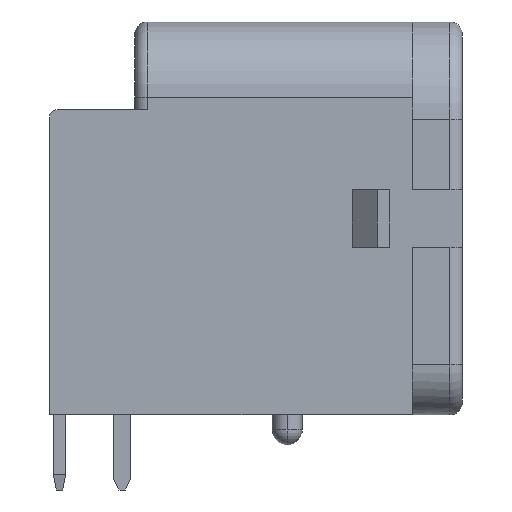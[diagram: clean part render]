
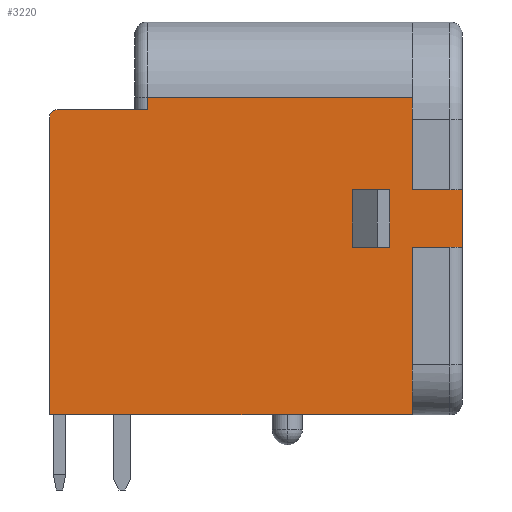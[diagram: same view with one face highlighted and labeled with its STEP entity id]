
A CAD part, left-side view. The second image highlights one B-rep face of the part: STEP entity #3220.
In plain terms, the highlighted planar face has unit normal (-1, 0, 0).
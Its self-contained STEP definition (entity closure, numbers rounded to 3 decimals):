
#300=CARTESIAN_POINT('',(-8.8,-6.5,0.33));
#310=VERTEX_POINT('',#300);
#1470=CARTESIAN_POINT('',(-8.8,-6.5,6.7));
#1480=VERTEX_POINT('',#1470);
#1510=CARTESIAN_POINT('',(-8.8,-6.5,6.7));
#1520=DIRECTION('',(0.,-1.,0.));
#1530=VECTOR('',#1520,1.);
#1540=LINE('',#1510,#1530);
#1550=CARTESIAN_POINT('',(-8.8,-8.5,6.7));
#1560=VERTEX_POINT('',#1550);
#1570=EDGE_CURVE('',#1480,#1560,#1540,.T.);
#1830=CARTESIAN_POINT('',(-8.8,-6.5,0.33));
#1840=DIRECTION('',(0.,-0.,1.));
#1850=VECTOR('',#1840,1.);
#1860=LINE('',#1830,#1850);
#1870=EDGE_CURVE('',#310,#1480,#1860,.T.);
#2000=CARTESIAN_POINT('',(-8.8,8.,0.33));
#2010=DIRECTION('',(1.,0.,0.));
#2020=DIRECTION('',(0.,-0.,1.));
#2030=AXIS2_PLACEMENT_3D('',#2000,#2010,#2020);
#2040=PLANE('',#2030);
#2050=CARTESIAN_POINT('',(-8.8,8.,0.));
#2060=DIRECTION('',(0.,-0.,1.));
#2070=VECTOR('',#2060,1.);
#2080=LINE('',#2050,#2070);
#2090=CARTESIAN_POINT('',(-8.8,8.,0.));
#2100=VERTEX_POINT('',#2090);
#2110=CARTESIAN_POINT('',(-8.8,8.,11.9));
#2120=VERTEX_POINT('',#2110);
#2130=EDGE_CURVE('',#2100,#2120,#2080,.T.);
#2140=ORIENTED_EDGE('',*,*,#2130,.F.);
#2150=CARTESIAN_POINT('',(-8.8,7.7,11.9));
#2160=DIRECTION('',(-1.,0.,0.));
#2170=DIRECTION('',(-0.,0.,1.));
#2180=AXIS2_PLACEMENT_3D('',#2150,#2160,#2170);
#2190=CIRCLE('',#2180,0.3);
#2200=CARTESIAN_POINT('',(-8.8,7.7,12.2));
#2210=VERTEX_POINT('',#2200);
#2220=EDGE_CURVE('',#2210,#2120,#2190,.T.);
#2230=ORIENTED_EDGE('',*,*,#2220,.T.);
#2240=CARTESIAN_POINT('',(-8.8,4.1,12.2));
#2250=DIRECTION('',(0.,1.,-0.));
#2260=VECTOR('',#2250,1.);
#2270=LINE('',#2240,#2260);
#2280=CARTESIAN_POINT('',(-8.8,4.1,12.2));
#2290=VERTEX_POINT('',#2280);
#2300=EDGE_CURVE('',#2290,#2210,#2270,.T.);
#2310=ORIENTED_EDGE('',*,*,#2300,.T.);
#2320=CARTESIAN_POINT('',(-8.8,4.1,12.2));
#2330=DIRECTION('',(0.,-0.,1.));
#2340=VECTOR('',#2330,1.);
#2350=LINE('',#2320,#2340);
#2360=CARTESIAN_POINT('',(-8.8,4.1,12.7));
#2370=VERTEX_POINT('',#2360);
#2380=EDGE_CURVE('',#2290,#2370,#2350,.T.);
#2390=ORIENTED_EDGE('',*,*,#2380,.F.);
#2400=CARTESIAN_POINT('',(-8.8,4.1,12.7));
#2410=DIRECTION('',(0.,-1.,0.));
#2420=VECTOR('',#2410,1.);
#2430=LINE('',#2400,#2420);
#2440=CARTESIAN_POINT('',(-8.8,-6.5,12.7));
#2450=VERTEX_POINT('',#2440);
#2460=EDGE_CURVE('',#2370,#2450,#2430,.T.);
#2470=ORIENTED_EDGE('',*,*,#2460,.F.);
#2480=CARTESIAN_POINT('',(-8.8,-6.5,9.));
#2490=DIRECTION('',(0.,-0.,1.));
#2500=VECTOR('',#2490,1.);
#2510=LINE('',#2480,#2500);
#2520=CARTESIAN_POINT('',(-8.8,-6.5,9.));
#2530=VERTEX_POINT('',#2520);
#2540=EDGE_CURVE('',#2530,#2450,#2510,.T.);
#2550=ORIENTED_EDGE('',*,*,#2540,.T.);
#2560=CARTESIAN_POINT('',(-8.8,-8.5,9.));
#2570=DIRECTION('',(0.,1.,-0.));
#2580=VECTOR('',#2570,1.);
#2590=LINE('',#2560,#2580);
#2600=CARTESIAN_POINT('',(-8.8,-8.5,9.));
#2610=VERTEX_POINT('',#2600);
#2620=EDGE_CURVE('',#2610,#2530,#2590,.T.);
#2630=ORIENTED_EDGE('',*,*,#2620,.T.);
#2640=CARTESIAN_POINT('',(-8.8,-8.5,9.));
#2650=DIRECTION('',(0.,0.,-1.));
#2660=VECTOR('',#2650,1.);
#2670=LINE('',#2640,#2660);
#2680=EDGE_CURVE('',#2610,#1560,#2670,.T.);
#2690=ORIENTED_EDGE('',*,*,#2680,.F.);
#2700=ORIENTED_EDGE('',*,*,#1570,.T.);
#2710=ORIENTED_EDGE('',*,*,#1870,.T.);
#2720=CARTESIAN_POINT('',(-8.8,-6.5,0.33));
#2730=DIRECTION('',(0.,0.,-1.));
#2740=VECTOR('',#2730,1.);
#2750=LINE('',#2720,#2740);
#2760=CARTESIAN_POINT('',(-8.8,-6.5,0.));
#2770=VERTEX_POINT('',#2760);
#2780=EDGE_CURVE('',#310,#2770,#2750,.T.);
#2790=ORIENTED_EDGE('',*,*,#2780,.F.);
#2800=CARTESIAN_POINT('',(-8.8,8.,0.));
#2810=DIRECTION('',(0.,-1.,0.));
#2820=VECTOR('',#2810,1.);
#2830=LINE('',#2800,#2820);
#2840=EDGE_CURVE('',#2100,#2770,#2830,.T.);
#2850=ORIENTED_EDGE('',*,*,#2840,.T.);
#2860=EDGE_LOOP('',(#2850,#2790,#2710,#2700,#2690,#2630,#2550,#2470,
#2390,#2310,#2230,#2140));
#2870=FACE_OUTER_BOUND('',#2860,.T.);
#2880=CARTESIAN_POINT('',(-8.8,-4.1,9.));
#2890=DIRECTION('',(0.,-1.,0.));
#2900=VECTOR('',#2890,1.);
#2910=LINE('',#2880,#2900);
#2920=CARTESIAN_POINT('',(-8.8,-4.1,9.));
#2930=VERTEX_POINT('',#2920);
#2940=CARTESIAN_POINT('',(-8.8,-5.6,9.));
#2950=VERTEX_POINT('',#2940);
#2960=EDGE_CURVE('',#2930,#2950,#2910,.T.);
#2970=ORIENTED_EDGE('',*,*,#2960,.T.);
#2980=CARTESIAN_POINT('',(-8.8,-4.1,6.7));
#2990=DIRECTION('',(0.,-0.,1.));
#3000=VECTOR('',#2990,1.);
#3010=LINE('',#2980,#3000);
#3020=CARTESIAN_POINT('',(-8.8,-4.1,6.7));
#3030=VERTEX_POINT('',#3020);
#3040=EDGE_CURVE('',#3030,#2930,#3010,.T.);
#3050=ORIENTED_EDGE('',*,*,#3040,.T.);
#3060=CARTESIAN_POINT('',(-8.8,-5.6,6.7));
#3070=DIRECTION('',(0.,1.,-0.));
#3080=VECTOR('',#3070,1.);
#3090=LINE('',#3060,#3080);
#3100=CARTESIAN_POINT('',(-8.8,-5.6,6.7));
#3110=VERTEX_POINT('',#3100);
#3120=EDGE_CURVE('',#3110,#3030,#3090,.T.);
#3130=ORIENTED_EDGE('',*,*,#3120,.T.);
#3140=CARTESIAN_POINT('',(-8.8,-5.6,6.7));
#3150=DIRECTION('',(0.,-0.,1.));
#3160=VECTOR('',#3150,1.);
#3170=LINE('',#3140,#3160);
#3180=EDGE_CURVE('',#3110,#2950,#3170,.T.);
#3190=ORIENTED_EDGE('',*,*,#3180,.F.);
#3200=EDGE_LOOP('',(#3190,#3130,#3050,#2970));
#3210=FACE_BOUND('',#3200,.T.);
#3220=ADVANCED_FACE('',(#2870,#3210),#2040,.F.);
